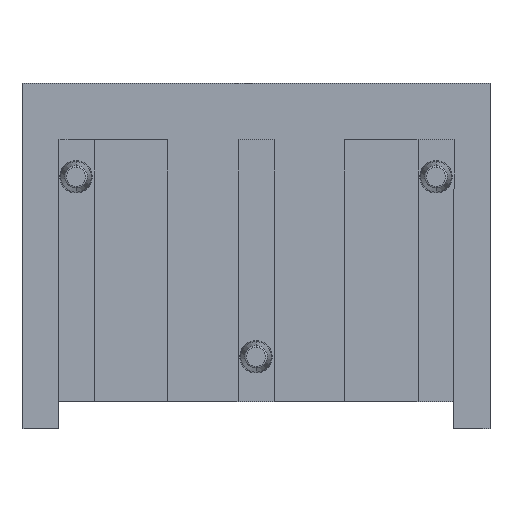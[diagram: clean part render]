
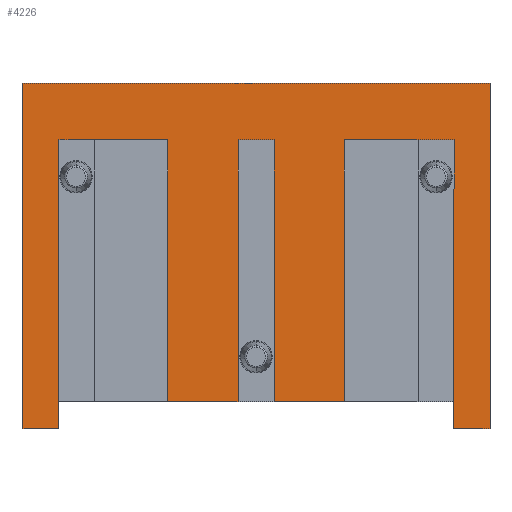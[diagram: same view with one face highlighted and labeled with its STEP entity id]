
A CAD part, front view. The second image highlights one B-rep face of the part: STEP entity #4226.
In plain terms, the highlighted planar face has unit normal (0, -1, 0).
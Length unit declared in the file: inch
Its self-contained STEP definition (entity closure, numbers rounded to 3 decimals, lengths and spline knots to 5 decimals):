
#17 = VERTEX_POINT ( 'NONE', #2029 ) ;
#117 = VECTOR ( 'NONE', #2169, 39.37008 ) ;
#168 = DIRECTION ( 'NONE',  ( -1., 0., 0. ) ) ;
#204 = EDGE_CURVE ( 'NONE', #2528, #1232, #3359, .T. ) ;
#209 = ORIENTED_EDGE ( 'NONE', *, *, #4366, .T. ) ;
#212 = ORIENTED_EDGE ( 'NONE', *, *, #2496, .F. ) ;
#298 = DIRECTION ( 'NONE',  ( 1., 0., 0. ) ) ;
#318 = CARTESIAN_POINT ( 'NONE',  ( -0.01, 0.01, -0.096 ) ) ;
#377 = VECTOR ( 'NONE', #771, 39.37008 ) ;
#435 = VERTEX_POINT ( 'NONE', #2978 ) ;
#437 = CARTESIAN_POINT ( 'NONE',  ( -0.09, 0.01, 0.0645 ) ) ;
#501 = CARTESIAN_POINT ( 'NONE',  ( 0.11, 0.01, -0.096 ) ) ;
#582 = EDGE_CURVE ( 'NONE', #435, #2977, #889, .T. ) ;
#621 = CARTESIAN_POINT ( 'NONE',  ( -0.11, 0.01, -0.096 ) ) ;
#654 = VERTEX_POINT ( 'NONE', #2068 ) ;
#659 = VERTEX_POINT ( 'NONE', #3144 ) ;
#667 = ORIENTED_EDGE ( 'NONE', *, *, #204, .F. ) ;
#694 = LINE ( 'NONE', #3207, #4306 ) ;
#696 = EDGE_CURVE ( 'NONE', #2599, #2889, #2668, .T. ) ;
#734 = LINE ( 'NONE', #1004, #4459 ) ;
#735 = DIRECTION ( 'NONE',  ( 0., 0., 1. ) ) ;
#771 = DIRECTION ( 'NONE',  ( 0., 0., -1. ) ) ;
#806 = LINE ( 'NONE', #3981, #4304 ) ;
#817 = LINE ( 'NONE', #3454, #3875 ) ;
#844 = EDGE_CURVE ( 'NONE', #1237, #435, #2508, .T. ) ;
#867 = VECTOR ( 'NONE', #3844, 39.37008 ) ;
#884 = LINE ( 'NONE', #2627, #1270 ) ;
#889 = LINE ( 'NONE', #4084, #2286 ) ;
#915 = CARTESIAN_POINT ( 'NONE',  ( -0.13, 0.01, -0.096 ) ) ;
#924 = VECTOR ( 'NONE', #2900, 39.37008 ) ;
#989 = DIRECTION ( 'NONE',  ( 0., 1., 0. ) ) ;
#1004 = CARTESIAN_POINT ( 'NONE',  ( -0.13, 0.01, -0.096 ) ) ;
#1005 = LINE ( 'NONE', #1068, #117 ) ;
#1023 = EDGE_CURVE ( 'NONE', #1232, #17, #884, .T. ) ;
#1042 = VERTEX_POINT ( 'NONE', #915 ) ;
#1048 = CARTESIAN_POINT ( 'NONE',  ( -0.13, 0.01, 0.096 ) ) ;
#1068 = CARTESIAN_POINT ( 'NONE',  ( 0.09, 0.01, 0.0645 ) ) ;
#1082 = VERTEX_POINT ( 'NONE', #1999 ) ;
#1113 = CARTESIAN_POINT ( 'NONE',  ( 0.01, 0.01, 0.0645 ) ) ;
#1200 = EDGE_CURVE ( 'NONE', #659, #2018, #3880, .T. ) ;
#1208 = CARTESIAN_POINT ( 'NONE',  ( 0.11, 0.01, -0.096 ) ) ;
#1232 = VERTEX_POINT ( 'NONE', #2265 ) ;
#1237 = VERTEX_POINT ( 'NONE', #1208 ) ;
#1270 = VECTOR ( 'NONE', #1350, 39.37008 ) ;
#1350 = DIRECTION ( 'NONE',  ( 0., 0., -1. ) ) ;
#1418 = LINE ( 'NONE', #3119, #4424 ) ;
#1459 = LINE ( 'NONE', #2572, #3054 ) ;
#1493 = DIRECTION ( 'NONE',  ( -1., 0., 0. ) ) ;
#1522 = EDGE_CURVE ( 'NONE', #1082, #1237, #817, .T. ) ;
#1531 = EDGE_CURVE ( 'NONE', #3903, #2673, #1418, .T. ) ;
#1538 = ORIENTED_EDGE ( 'NONE', *, *, #2352, .F. ) ;
#1591 = ORIENTED_EDGE ( 'NONE', *, *, #2251, .F. ) ;
#1635 = ORIENTED_EDGE ( 'NONE', *, *, #1522, .T. ) ;
#1696 = CARTESIAN_POINT ( 'NONE',  ( -0.11, 0.01, -0.096 ) ) ;
#1715 = CARTESIAN_POINT ( 'NONE',  ( -0.13, 0.01, 0.096 ) ) ;
#1737 = VECTOR ( 'NONE', #735, 39.37008 ) ;
#1810 = ORIENTED_EDGE ( 'NONE', *, *, #4270, .T. ) ;
#1819 = ORIENTED_EDGE ( 'NONE', *, *, #582, .T. ) ;
#1837 = CARTESIAN_POINT ( 'NONE',  ( -0.01, 0.01, -0.081 ) ) ;
#1999 = CARTESIAN_POINT ( 'NONE',  ( 0.11, 0.01, 0.0645 ) ) ;
#2018 = VERTEX_POINT ( 'NONE', #4110 ) ;
#2029 = CARTESIAN_POINT ( 'NONE',  ( 0.04906, 0.01, -0.081 ) ) ;
#2045 = VECTOR ( 'NONE', #2993, 39.37008 ) ;
#2049 = DIRECTION ( 'NONE',  ( 0., 0., 1. ) ) ;
#2068 = CARTESIAN_POINT ( 'NONE',  ( -0.01, 0.01, 0.0645 ) ) ;
#2074 = ORIENTED_EDGE ( 'NONE', *, *, #696, .T. ) ;
#2098 = DIRECTION ( 'NONE',  ( -1., 0., 0. ) ) ;
#2169 = DIRECTION ( 'NONE',  ( 1., 0., 0. ) ) ;
#2175 = ORIENTED_EDGE ( 'NONE', *, *, #844, .T. ) ;
#2245 = FACE_OUTER_BOUND ( 'NONE', #2979, .T. ) ;
#2251 = EDGE_CURVE ( 'NONE', #2350, #3903, #694, .T. ) ;
#2265 = CARTESIAN_POINT ( 'NONE',  ( 0.04906, 0.01, 0.0645 ) ) ;
#2286 = VECTOR ( 'NONE', #3351, 39.37008 ) ;
#2350 = VERTEX_POINT ( 'NONE', #1837 ) ;
#2352 = EDGE_CURVE ( 'NONE', #17, #2018, #2781, .T. ) ;
#2363 = CARTESIAN_POINT ( 'NONE',  ( 0.13, 0.01, 0.096 ) ) ;
#2411 = ORIENTED_EDGE ( 'NONE', *, *, #3369, .T. ) ;
#2412 = DIRECTION ( 'NONE',  ( 0., 0., 1. ) ) ;
#2418 = DIRECTION ( 'NONE',  ( 0., 0., 1. ) ) ;
#2421 = ORIENTED_EDGE ( 'NONE', *, *, #3137, .T. ) ;
#2475 = VECTOR ( 'NONE', #2049, 39.37008 ) ;
#2496 = EDGE_CURVE ( 'NONE', #2673, #4496, #3850, .T. ) ;
#2508 = LINE ( 'NONE', #501, #4268 ) ;
#2528 = VERTEX_POINT ( 'NONE', #3672 ) ;
#2572 = CARTESIAN_POINT ( 'NONE',  ( 0.13, 0.01, 0.096 ) ) ;
#2583 = CARTESIAN_POINT ( 'NONE',  ( -0.04906, 0.01, -0.081 ) ) ;
#2599 = VERTEX_POINT ( 'NONE', #1696 ) ;
#2627 = CARTESIAN_POINT ( 'NONE',  ( 0.04906, 0.01, -0.096 ) ) ;
#2668 = LINE ( 'NONE', #621, #1737 ) ;
#2673 = VERTEX_POINT ( 'NONE', #4245 ) ;
#2708 = ORIENTED_EDGE ( 'NONE', *, *, #1200, .T. ) ;
#2709 = LINE ( 'NONE', #1048, #867 ) ;
#2781 = LINE ( 'NONE', #2934, #924 ) ;
#2889 = VERTEX_POINT ( 'NONE', #4305 ) ;
#2900 = DIRECTION ( 'NONE',  ( -1., 0., 0. ) ) ;
#2908 = ORIENTED_EDGE ( 'NONE', *, *, #4149, .T. ) ;
#2909 = EDGE_CURVE ( 'NONE', #2889, #4496, #806, .T. ) ;
#2934 = CARTESIAN_POINT ( 'NONE',  ( 0.04906, 0.01, -0.081 ) ) ;
#2977 = VERTEX_POINT ( 'NONE', #2363 ) ;
#2978 = CARTESIAN_POINT ( 'NONE',  ( 0.13, 0.01, -0.096 ) ) ;
#2979 = EDGE_LOOP ( 'NONE', ( #3343, #1591, #2908, #2411, #2708, #1538, #4017, #667, #209, #1635, #2175, #1819, #3014, #2421, #1810, #2074, #4436, #212 ) ) ;
#2993 = DIRECTION ( 'NONE',  ( 1., 0., 0. ) ) ;
#3007 = CARTESIAN_POINT ( 'NONE',  ( -0.01, 0.01, 0.0645 ) ) ;
#3014 = ORIENTED_EDGE ( 'NONE', *, *, #3314, .T. ) ;
#3054 = VECTOR ( 'NONE', #168, 39.37008 ) ;
#3102 = VERTEX_POINT ( 'NONE', #1715 ) ;
#3119 = CARTESIAN_POINT ( 'NONE',  ( -0.04906, 0.01, -0.096 ) ) ;
#3137 = EDGE_CURVE ( 'NONE', #3102, #1042, #2709, .T. ) ;
#3144 = CARTESIAN_POINT ( 'NONE',  ( 0.01, 0.01, 0.0645 ) ) ;
#3182 = DIRECTION ( 'NONE',  ( 1., 0., 0. ) ) ;
#3199 = VECTOR ( 'NONE', #4023, 39.37008 ) ;
#3207 = CARTESIAN_POINT ( 'NONE',  ( -0.01, 0.01, -0.081 ) ) ;
#3214 = LINE ( 'NONE', #3007, #2045 ) ;
#3306 = DIRECTION ( 'NONE',  ( 1., 0., 0. ) ) ;
#3314 = EDGE_CURVE ( 'NONE', #2977, #3102, #1459, .T. ) ;
#3343 = ORIENTED_EDGE ( 'NONE', *, *, #1531, .F. ) ;
#3351 = DIRECTION ( 'NONE',  ( 0., 0., 1. ) ) ;
#3359 = LINE ( 'NONE', #3862, #3614 ) ;
#3369 = EDGE_CURVE ( 'NONE', #654, #659, #3214, .T. ) ;
#3454 = CARTESIAN_POINT ( 'NONE',  ( 0.11, 0.01, 0.0645 ) ) ;
#3614 = VECTOR ( 'NONE', #2098, 39.37008 ) ;
#3672 = CARTESIAN_POINT ( 'NONE',  ( 0.09, 0.01, 0.0645 ) ) ;
#3794 = CARTESIAN_POINT ( 'NONE',  ( 0., 0.01, 0. ) ) ;
#3844 = DIRECTION ( 'NONE',  ( 0., 0., -1. ) ) ;
#3850 = LINE ( 'NONE', #4433, #3199 ) ;
#3862 = CARTESIAN_POINT ( 'NONE',  ( 0.04906, 0.01, 0.0645 ) ) ;
#3875 = VECTOR ( 'NONE', #4523, 39.37008 ) ;
#3880 = LINE ( 'NONE', #1113, #377 ) ;
#3903 = VERTEX_POINT ( 'NONE', #2583 ) ;
#3981 = CARTESIAN_POINT ( 'NONE',  ( -0.11, 0.01, 0.0645 ) ) ;
#4017 = ORIENTED_EDGE ( 'NONE', *, *, #1023, .F. ) ;
#4023 = DIRECTION ( 'NONE',  ( -1., 0., 0. ) ) ;
#4084 = CARTESIAN_POINT ( 'NONE',  ( 0.13, 0.01, -0.096 ) ) ;
#4110 = CARTESIAN_POINT ( 'NONE',  ( 0.01, 0.01, -0.081 ) ) ;
#4123 = AXIS2_PLACEMENT_3D ( 'NONE', #3794, #989, #2412 ) ;
#4129 = LINE ( 'NONE', #318, #2475 ) ;
#4149 = EDGE_CURVE ( 'NONE', #2350, #654, #4129, .T. ) ;
#4173 = PLANE ( 'NONE',  #4123 ) ;
#4226 = ADVANCED_FACE ( 'NONE', ( #2245 ), #4173, .F. ) ;
#4245 = CARTESIAN_POINT ( 'NONE',  ( -0.04906, 0.01, 0.0645 ) ) ;
#4268 = VECTOR ( 'NONE', #3306, 39.37008 ) ;
#4270 = EDGE_CURVE ( 'NONE', #1042, #2599, #734, .T. ) ;
#4304 = VECTOR ( 'NONE', #298, 39.37008 ) ;
#4305 = CARTESIAN_POINT ( 'NONE',  ( -0.11, 0.01, 0.0645 ) ) ;
#4306 = VECTOR ( 'NONE', #1493, 39.37008 ) ;
#4366 = EDGE_CURVE ( 'NONE', #2528, #1082, #1005, .T. ) ;
#4424 = VECTOR ( 'NONE', #2418, 39.37008 ) ;
#4433 = CARTESIAN_POINT ( 'NONE',  ( -0.04906, 0.01, 0.0645 ) ) ;
#4436 = ORIENTED_EDGE ( 'NONE', *, *, #2909, .T. ) ;
#4459 = VECTOR ( 'NONE', #3182, 39.37008 ) ;
#4496 = VERTEX_POINT ( 'NONE', #437 ) ;
#4523 = DIRECTION ( 'NONE',  ( 0., 0., -1. ) ) ;
